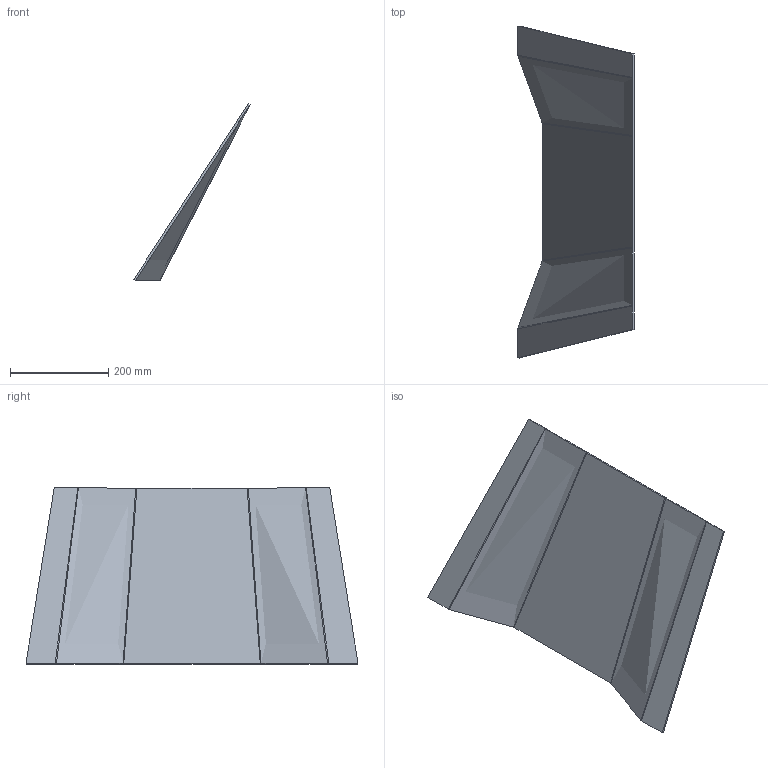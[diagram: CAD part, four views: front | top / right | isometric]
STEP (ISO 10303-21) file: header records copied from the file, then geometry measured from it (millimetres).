
FILE_DESCRIPTION(/* description */ (''),/* implementation_level */ '2;1');
FILE_NAME(/* name */ 'Höllen-Blech.stp',/* time_stamp */ '2015-08-27T09:40:37+02:00',/* author */ ('sfl'),/* organization */ (''),/* preprocessor_version */ 'ST-DEVELOPER v16.1',/* originating_system */ 'Autodesk Inventor 2016',/* authorisation */ '');
FILE_SCHEMA (('CONFIG_CONTROL_DESIGN'));
Length unit declared in the file: millimetre
Products named in the file (1): Höllen-Blech
Bounding box: 236.35 x 675 x 358.19 mm (x, y, z)
Volume: 1020513.1 mm3; surface area: 516223.5 mm2
Topology: 1 solids, 1 shells, 38 faces, 78 edges, 41 vertices
Faces by surface type: bspline 24, plane 14
Entity records: 7076 total; most frequent: CARTESIAN_POINT 6385, ORIENTED_EDGE 154, DIRECTION 88, EDGE_CURVE 77, LINE 54, VECTOR 54, VERTEX_POINT 41, FACE_OUTER_BOUND 38
